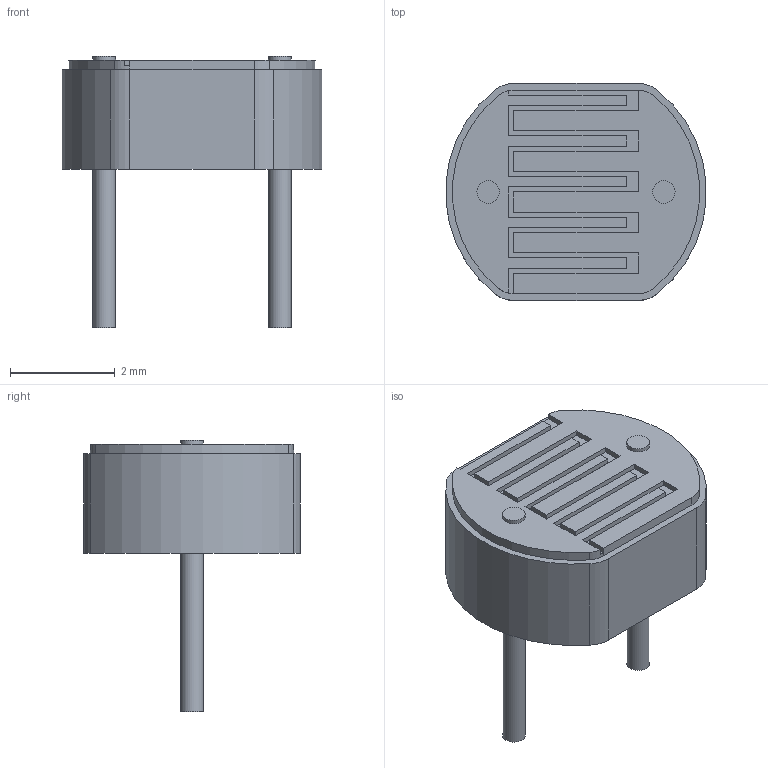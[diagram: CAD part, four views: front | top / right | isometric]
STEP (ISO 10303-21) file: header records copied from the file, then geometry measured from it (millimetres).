
FILE_DESCRIPTION(/* description */ ('Unknown'),/* implementation_level */ '2;1');
FILE_NAME(/* name */ 'CDS - PhotoResistor',/* time_stamp */ '2018-10-29T20:18:33-04:00',/* author */ ('Unknown'),/* organization */ ('Unknown'),/* preprocessor_version */ 'ST-DEVELOPER v16.7',/* originating_system */ 'DEX',/* authorisation */ $);
FILE_SCHEMA (('AUTOMOTIVE_DESIGN {1 0 10303 214 3 1 1}'));
Length unit declared in the file: millimetre
Products named in the file (1): CDS - PhotoResistor
Bounding box: 4.96 x 4.14 x 5.18 mm (x, y, z)
Volume: 37.5 mm3; surface area: 85.9 mm2
Topology: 1 solids, 21 shells, 241 faces, 582 edges, 388 vertices
Faces by surface type: plane 186, bspline 39, cylinder 16
Full cylindrical faces by diameter (mm): 0.432 x4
Entity records: 9870 total; most frequent: CARTESIAN_POINT 3165, ORIENTED_EDGE 1144, DIRECTION 748, EDGE_CURVE 572, VERTEX_POINT 386, LINE 274, VECTOR 274, EDGE_LOOP 266
